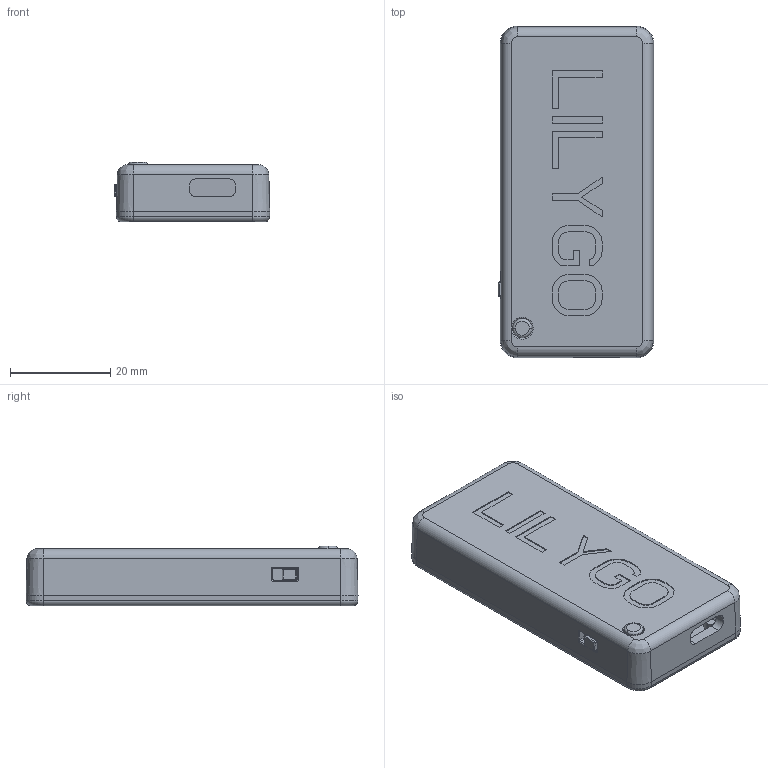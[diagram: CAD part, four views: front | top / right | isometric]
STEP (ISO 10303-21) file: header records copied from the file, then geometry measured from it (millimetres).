
FILE_DESCRIPTION((''),'2;1');
FILE_NAME('0-ALL_ASM','2024-12-04T14:22:02',('HR'),(''),'CREO PARAMETRIC BY PTC INC, 2019010','CREO PARAMETRIC BY PTC INC, 2019010','');
FILE_SCHEMA(('AUTOMOTIVE_DESIGN { 1 0 10303 214 1 1 1 1 }'));
Length unit declared in the file: millimetre
Products named in the file (5): 0-FRONT; 0-BACK; 0-00; 0-ALL_ASM
Assembly tree (4 placements, depth 2):
  0-ALL_ASM
    0-FRONT
    0-BACK
    0-00
    0-00
Bounding box: 31.09 x 66.34 x 11.86 mm (x, y, z)
Volume: 10547.2 mm3; surface area: 12111.7 mm2
Topology: 4 solids, 4 shells, 405 faces, 1061 edges, 687 vertices
Faces by surface type: plane 260, cylinder 92, cone 22, torus 17, bspline 10, sphere 4
Entity records: 19066 total; most frequent: CARTESIAN_POINT 2647, ORIENTED_EDGE 2122, DIRECTION 2074, PRESENTATION_STYLE_ASSIGNMENT 1470, STYLED_ITEM 1470, CURVE_STYLE 1061, EDGE_CURVE 1061, VECTOR 768
